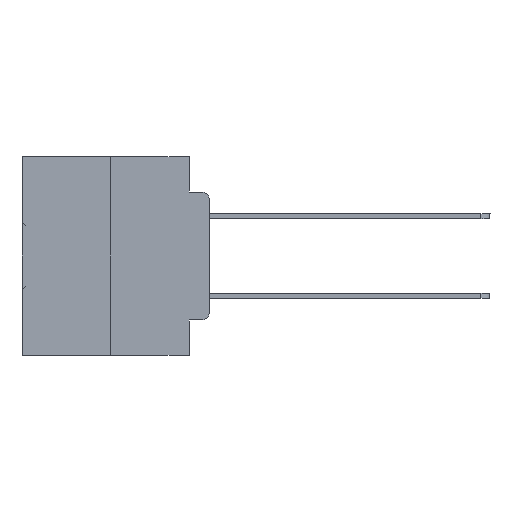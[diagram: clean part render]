
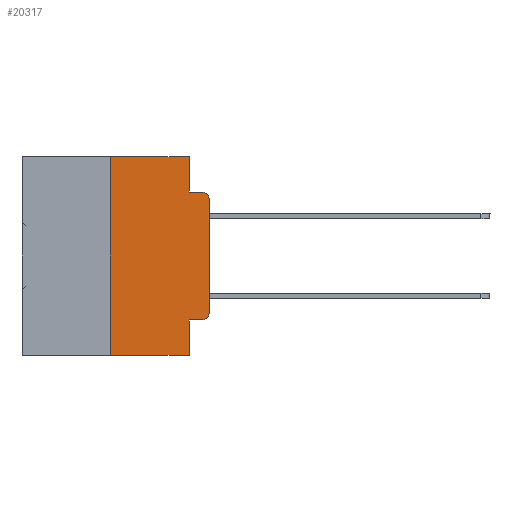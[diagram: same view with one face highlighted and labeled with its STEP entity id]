
A CAD part, left-side view. The second image highlights one B-rep face of the part: STEP entity #20317.
In plain terms, the highlighted planar face has unit normal (-1, 0, 0).
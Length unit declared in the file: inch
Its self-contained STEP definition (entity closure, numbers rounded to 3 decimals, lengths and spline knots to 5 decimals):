
#566 = EDGE_CURVE ( 'NONE', #29195, #5237, #10516, .T. ) ;
#1006 = LINE ( 'NONE', #14937, #25904 ) ;
#1046 = VECTOR ( 'NONE', #5958, 39.37008 ) ;
#1390 = VERTEX_POINT ( 'NONE', #1583 ) ;
#1583 = CARTESIAN_POINT ( 'NONE',  ( 0., 0., -0.1085 ) ) ;
#2793 = CARTESIAN_POINT ( 'NONE',  ( 0., 0.051, -0.5 ) ) ;
#2868 = EDGE_CURVE ( 'NONE', #22833, #31198, #24676, .T. ) ;
#2944 = ORIENTED_EDGE ( 'NONE', *, *, #7762, .F. ) ;
#3028 = LINE ( 'NONE', #14205, #1046 ) ;
#3488 = AXIS2_PLACEMENT_3D ( 'NONE', #33066, #27203, #36011 ) ;
#3678 = CARTESIAN_POINT ( 'NONE',  ( 0., 0.25, 0. ) ) ;
#4158 = DIRECTION ( 'NONE',  ( 0., -1., 0. ) ) ;
#4343 = DIRECTION ( 'NONE',  ( 0., -1., 0. ) ) ;
#4577 = EDGE_CURVE ( 'NONE', #31198, #23066, #34947, .T. ) ;
#5010 = DIRECTION ( 'NONE',  ( 0., 0., -1. ) ) ;
#5237 = VERTEX_POINT ( 'NONE', #2793 ) ;
#5739 = CIRCLE ( 'NONE', #25650, 0.02 ) ;
#5958 = DIRECTION ( 'NONE',  ( 0., 0., 1. ) ) ;
#7762 = EDGE_CURVE ( 'NONE', #13426, #22833, #9855, .T. ) ;
#8490 = CARTESIAN_POINT ( 'NONE',  ( 0., 0.25, -0.5 ) ) ;
#8985 = DIRECTION ( 'NONE',  ( -1., 0., 0. ) ) ;
#9544 = VECTOR ( 'NONE', #5010, 39.37008 ) ;
#9855 = LINE ( 'NONE', #18275, #30482 ) ;
#10322 = CARTESIAN_POINT ( 'NONE',  ( 0., 0., -0.3915 ) ) ;
#10516 = LINE ( 'NONE', #18748, #30140 ) ;
#11060 = FACE_OUTER_BOUND ( 'NONE', #26586, .T. ) ;
#11355 = ORIENTED_EDGE ( 'NONE', *, *, #4577, .F. ) ;
#11917 = DIRECTION ( 'NONE',  ( 0., 0., -1. ) ) ;
#12301 = CARTESIAN_POINT ( 'NONE',  ( 0., 0.051, -0.0885 ) ) ;
#12533 = VERTEX_POINT ( 'NONE', #33490 ) ;
#13329 = CARTESIAN_POINT ( 'NONE',  ( 0., 0.051, 0. ) ) ;
#13426 = VERTEX_POINT ( 'NONE', #27712 ) ;
#14205 = CARTESIAN_POINT ( 'NONE',  ( 0., 0., 0. ) ) ;
#14210 = AXIS2_PLACEMENT_3D ( 'NONE', #31624, #28502, #25747 ) ;
#14483 = DIRECTION ( 'NONE',  ( 0., 0., 1. ) ) ;
#14484 = ORIENTED_EDGE ( 'NONE', *, *, #23629, .T. ) ;
#14937 = CARTESIAN_POINT ( 'NONE',  ( 0., 0.051, -0.4115 ) ) ;
#15301 = VECTOR ( 'NONE', #4158, 39.37008 ) ;
#15644 = DIRECTION ( 'NONE',  ( 0., -1., 0. ) ) ;
#16510 = ORIENTED_EDGE ( 'NONE', *, *, #2868, .F. ) ;
#16684 = ORIENTED_EDGE ( 'NONE', *, *, #566, .T. ) ;
#18275 = CARTESIAN_POINT ( 'NONE',  ( 0., 0.473, 0. ) ) ;
#18474 = VERTEX_POINT ( 'NONE', #32208 ) ;
#18748 = CARTESIAN_POINT ( 'NONE',  ( 0., 0.473, -0.5 ) ) ;
#18814 = EDGE_CURVE ( 'NONE', #18474, #21260, #35290, .T. ) ;
#18915 = EDGE_CURVE ( 'NONE', #12533, #18474, #1006, .T. ) ;
#19064 = CARTESIAN_POINT ( 'NONE',  ( 0., 0.02, -0.0885 ) ) ;
#19129 = EDGE_CURVE ( 'NONE', #12533, #5237, #30494, .T. ) ;
#19172 = DIRECTION ( 'NONE',  ( 0., 0., -1. ) ) ;
#20317 = ADVANCED_FACE ( 'NONE', ( #11060 ), #24982, .F. ) ;
#20545 = LINE ( 'NONE', #3678, #28634 ) ;
#20664 = CARTESIAN_POINT ( 'NONE',  ( 0., 0.051, -0.0885 ) ) ;
#21260 = VERTEX_POINT ( 'NONE', #10322 ) ;
#21790 = VECTOR ( 'NONE', #19172, 39.37008 ) ;
#22833 = VERTEX_POINT ( 'NONE', #23320 ) ;
#23066 = VERTEX_POINT ( 'NONE', #19064 ) ;
#23320 = CARTESIAN_POINT ( 'NONE',  ( 0., 0.051, 0. ) ) ;
#23629 = EDGE_CURVE ( 'NONE', #21260, #1390, #3028, .T. ) ;
#23718 = DIRECTION ( 'NONE',  ( 0., -1., 0. ) ) ;
#24676 = LINE ( 'NONE', #13329, #21790 ) ;
#24982 = PLANE ( 'NONE',  #3488 ) ;
#25291 = CARTESIAN_POINT ( 'NONE',  ( 0., 0.02, -0.1085 ) ) ;
#25650 = AXIS2_PLACEMENT_3D ( 'NONE', #25291, #8985, #11917 ) ;
#25747 = DIRECTION ( 'NONE',  ( 0., 0., -1. ) ) ;
#25904 = VECTOR ( 'NONE', #15644, 39.37008 ) ;
#26586 = EDGE_LOOP ( 'NONE', ( #14484, #36116, #11355, #16510, #2944, #32292, #16684, #30834, #31937, #29432 ) ) ;
#27203 = DIRECTION ( 'NONE',  ( 1., 0., 0. ) ) ;
#27712 = CARTESIAN_POINT ( 'NONE',  ( 0., 0.25, 0. ) ) ;
#28502 = DIRECTION ( 'NONE',  ( -1., 0., 0. ) ) ;
#28634 = VECTOR ( 'NONE', #14483, 39.37008 ) ;
#29195 = VERTEX_POINT ( 'NONE', #8490 ) ;
#29432 = ORIENTED_EDGE ( 'NONE', *, *, #18814, .T. ) ;
#30140 = VECTOR ( 'NONE', #23718, 39.37008 ) ;
#30482 = VECTOR ( 'NONE', #4343, 39.37008 ) ;
#30494 = LINE ( 'NONE', #36178, #9544 ) ;
#30834 = ORIENTED_EDGE ( 'NONE', *, *, #19129, .F. ) ;
#31198 = VERTEX_POINT ( 'NONE', #12301 ) ;
#31624 = CARTESIAN_POINT ( 'NONE',  ( 0., 0.02, -0.3915 ) ) ;
#31937 = ORIENTED_EDGE ( 'NONE', *, *, #18915, .T. ) ;
#32208 = CARTESIAN_POINT ( 'NONE',  ( 0., 0.02, -0.4115 ) ) ;
#32292 = ORIENTED_EDGE ( 'NONE', *, *, #34472, .F. ) ;
#33066 = CARTESIAN_POINT ( 'NONE',  ( 0., 0.473, 0. ) ) ;
#33490 = CARTESIAN_POINT ( 'NONE',  ( 0., 0.051, -0.4115 ) ) ;
#33495 = EDGE_CURVE ( 'NONE', #1390, #23066, #5739, .T. ) ;
#34472 = EDGE_CURVE ( 'NONE', #29195, #13426, #20545, .T. ) ;
#34947 = LINE ( 'NONE', #20664, #15301 ) ;
#35290 = CIRCLE ( 'NONE', #14210, 0.02 ) ;
#36011 = DIRECTION ( 'NONE',  ( 0., 0., -1. ) ) ;
#36116 = ORIENTED_EDGE ( 'NONE', *, *, #33495, .T. ) ;
#36178 = CARTESIAN_POINT ( 'NONE',  ( 0., 0.051, 0. ) ) ;
